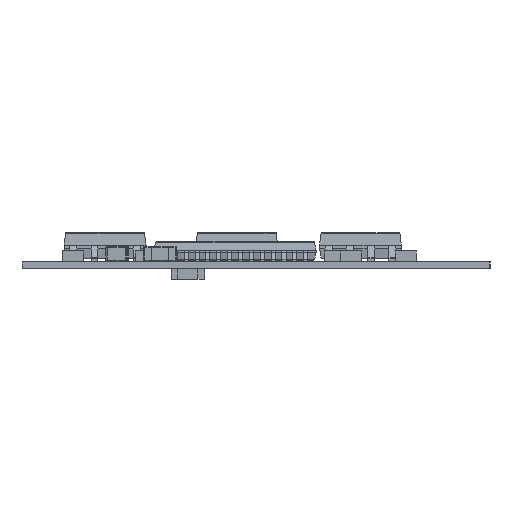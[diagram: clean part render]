
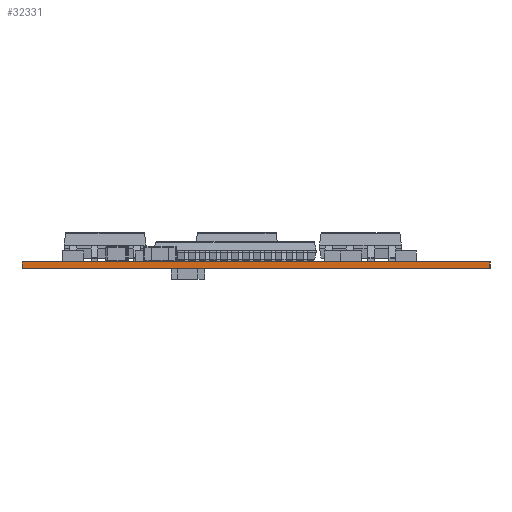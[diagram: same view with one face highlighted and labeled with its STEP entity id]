
A CAD part, left-side view. The second image highlights one B-rep face of the part: STEP entity #32331.
In plain terms, the highlighted planar face has unit normal (-1, 0, 0).
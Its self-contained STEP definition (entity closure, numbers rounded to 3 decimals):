
#32233 = EDGE_CURVE('',#32234,#32236,#32238,.T.);
#32234 = VERTEX_POINT('',#32235);
#32235 = CARTESIAN_POINT('',(115.75,38.75,-0.411));
#32236 = VERTEX_POINT('',#32237);
#32237 = CARTESIAN_POINT('',(115.75,38.75,0.));
#32238 = LINE('',#32239,#32240);
#32239 = CARTESIAN_POINT('',(115.75,38.75,-0.411));
#32240 = VECTOR('',#32241,1.);
#32241 = DIRECTION('',(0.,0.,1.));
#32306 = VERTEX_POINT('',#32307);
#32307 = CARTESIAN_POINT('',(115.75,66.75,0.));
#32313 = EDGE_CURVE('',#32314,#32306,#32316,.T.);
#32314 = VERTEX_POINT('',#32315);
#32315 = CARTESIAN_POINT('',(115.75,66.75,-0.411));
#32316 = LINE('',#32317,#32318);
#32317 = CARTESIAN_POINT('',(115.75,66.75,-0.411));
#32318 = VECTOR('',#32319,1.);
#32319 = DIRECTION('',(0.,0.,1.));
#32331 = ADVANCED_FACE('',(#32332),#32348,.F.);
#32332 = FACE_BOUND('',#32333,.F.);
#32333 = EDGE_LOOP('',(#32334,#32335,#32341,#32342));
#32334 = ORIENTED_EDGE('',*,*,#32313,.T.);
#32335 = ORIENTED_EDGE('',*,*,#32336,.T.);
#32336 = EDGE_CURVE('',#32306,#32236,#32337,.T.);
#32337 = LINE('',#32338,#32339);
#32338 = CARTESIAN_POINT('',(115.75,66.75,0.));
#32339 = VECTOR('',#32340,1.);
#32340 = DIRECTION('',(0.,-1.,0.));
#32341 = ORIENTED_EDGE('',*,*,#32233,.F.);
#32342 = ORIENTED_EDGE('',*,*,#32343,.F.);
#32343 = EDGE_CURVE('',#32314,#32234,#32344,.T.);
#32344 = LINE('',#32345,#32346);
#32345 = CARTESIAN_POINT('',(115.75,66.75,-0.411));
#32346 = VECTOR('',#32347,1.);
#32347 = DIRECTION('',(0.,-1.,0.));
#32348 = PLANE('',#32349);
#32349 = AXIS2_PLACEMENT_3D('',#32350,#32351,#32352);
#32350 = CARTESIAN_POINT('',(115.75,66.75,-0.411));
#32351 = DIRECTION('',(1.,0.,0.));
#32352 = DIRECTION('',(0.,-1.,0.));
